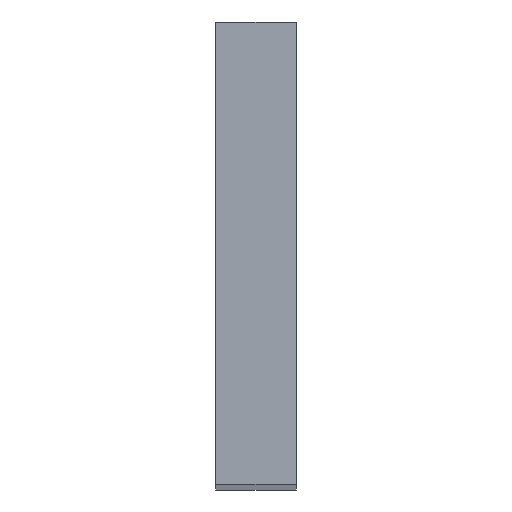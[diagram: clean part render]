
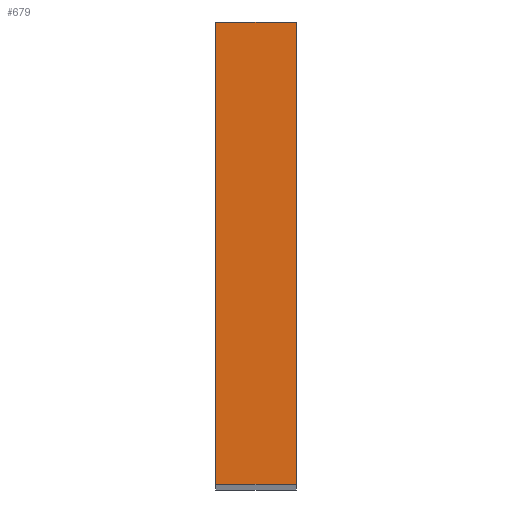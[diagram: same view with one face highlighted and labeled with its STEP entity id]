
A CAD part, top view. The second image highlights one B-rep face of the part: STEP entity #679.
In plain terms, the highlighted planar face has unit normal (0, 0, 1).
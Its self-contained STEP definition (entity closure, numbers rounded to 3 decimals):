
#22=PLANE('',#755);
#44=LINE('',#1067,#96);
#62=LINE('',#1160,#114);
#71=LINE('',#1178,#123);
#72=LINE('',#1180,#124);
#96=VECTOR('',#831,10.);
#114=VECTOR('',#899,10.);
#123=VECTOR('',#922,10.);
#124=VECTOR('',#925,10.);
#173=FACE_OUTER_BOUND('',#209,.T.);
#209=EDGE_LOOP('',(#583,#584,#585,#586));
#302=VERTEX_POINT('',#1064);
#303=VERTEX_POINT('',#1066);
#329=VERTEX_POINT('',#1158);
#331=VERTEX_POINT('',#1176);
#377=EDGE_CURVE('',#302,#303,#44,.T.);
#417=EDGE_CURVE('',#302,#329,#62,.T.);
#426=EDGE_CURVE('',#329,#331,#71,.T.);
#427=EDGE_CURVE('',#303,#331,#72,.T.);
#583=ORIENTED_EDGE('',*,*,#426,.T.);
#584=ORIENTED_EDGE('',*,*,#427,.F.);
#585=ORIENTED_EDGE('',*,*,#377,.F.);
#586=ORIENTED_EDGE('',*,*,#417,.T.);
#679=ADVANCED_FACE('',(#173),#22,.T.);
#755=AXIS2_PLACEMENT_3D('',#1179,#923,#924);
#831=DIRECTION('',(1.,0.,0.));
#899=DIRECTION('',(0.,-1.,0.));
#922=DIRECTION('',(1.,0.,0.));
#923=DIRECTION('center_axis',(0.,0.,1.));
#924=DIRECTION('ref_axis',(0.,-1.,0.));
#925=DIRECTION('',(0.,-1.,0.));
#1064=CARTESIAN_POINT('',(0.,16.,0.));
#1066=CARTESIAN_POINT('',(2.8,16.,0.));
#1067=CARTESIAN_POINT('',(2.2,16.,0.));
#1158=CARTESIAN_POINT('',(0.,0.,0.));
#1160=CARTESIAN_POINT('',(0.,16.,0.));
#1176=CARTESIAN_POINT('',(2.8,0.,0.));
#1178=CARTESIAN_POINT('',(2.2,0.,0.));
#1179=CARTESIAN_POINT('Origin',(2.2,16.,0.));
#1180=CARTESIAN_POINT('',(2.8,16.,0.));
